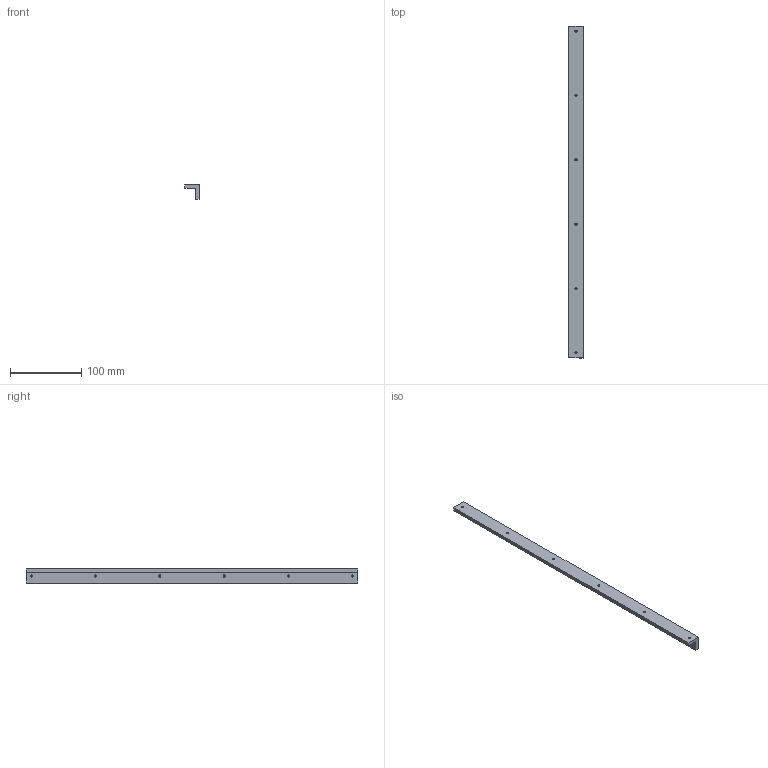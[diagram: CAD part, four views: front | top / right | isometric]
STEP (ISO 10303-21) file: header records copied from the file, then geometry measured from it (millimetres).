
FILE_DESCRIPTION(/* description */ (''),/* implementation_level */ '2;1');
FILE_NAME(/* name */ 'RHS.stp',/* time_stamp */ '2017-02-21T08:17:37+02:00',/* author */ ('acro'),/* organization */ (''),/* preprocessor_version */ 'ST-DEVELOPER v16.5',/* originating_system */ 'Autodesk Inventor 2017',/* authorisation */ '');
FILE_SCHEMA (('AUTOMOTIVE_DESIGN { 1 0 10303 214 3 1 1 }'));
Length unit declared in the file: inch
Products named in the file (2): RHS; Solid1_5
Assembly tree (1 placements, depth 2):
  RHS
    Solid1_5
Bounding box: 20 x 465 x 20 mm (x, y, z)
Volume: 80950.9 mm3; surface area: 37945.8 mm2
Topology: 1 solids, 1 shells, 20 faces, 54 edges, 36 vertices
Faces by surface type: cylinder 12, plane 8
Full cylindrical faces by diameter (mm): 3 x12
Entity records: 688 total; most frequent: DIRECTION 112, CARTESIAN_POINT 101, ORIENTED_EDGE 84, EDGE_LOOP 56, AXIS2_PLACEMENT_3D 47, EDGE_CURVE 42, FACE_BOUND 36, VERTEX_POINT 36
